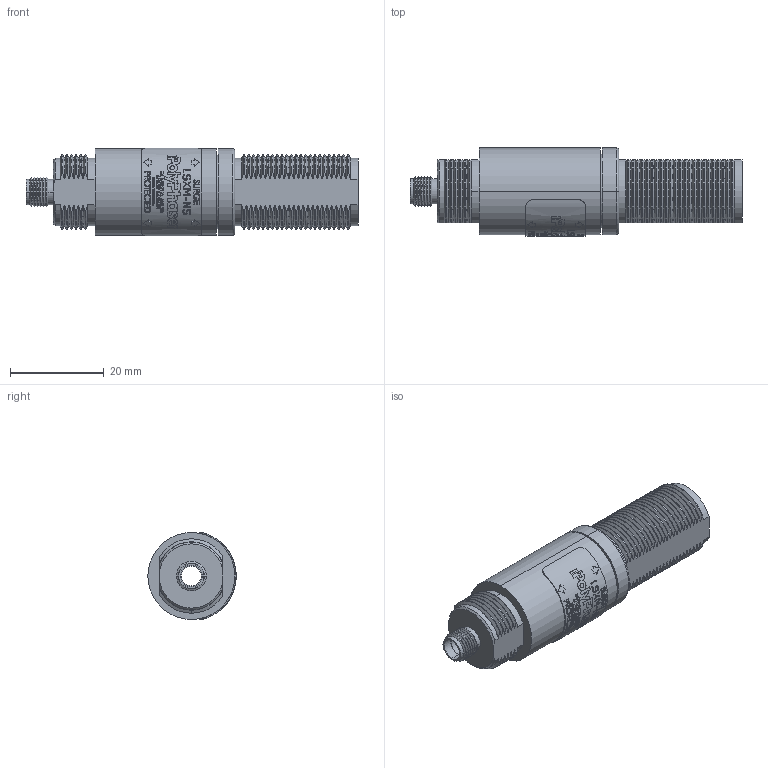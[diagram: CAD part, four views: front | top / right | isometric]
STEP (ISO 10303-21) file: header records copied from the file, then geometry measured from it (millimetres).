
FILE_DESCRIPTION (( 'STEP AP214' ), '1' );
FILE_NAME ('LSXM-NS.STEP', '2019-07-30T16:17:46', ( '' ), ( '' ), 'SwSTEP 2.0', 'SolidWorks 2019', '' );
FILE_SCHEMA (( 'AUTOMOTIVE_DESIGN' ));
Length unit declared in the file: inch
Products named in the file (7): 7020-2891; 5800-0110; LSXM-NS; 5800-0119
Assembly tree (3 placements, depth 2):
  LSXM-NS
    5800-0119
    5800-0110
    7020-2891
  7020-2891
  5800-0110
  5800-0119
Bounding box: 70.8 x 18.82 x 18.71 mm (x, y, z)
Volume: 8637.1 mm3; surface area: 9055.9 mm2
Topology: 3 solids, 3 shells, 1632 faces, 4314 edges, 2813 vertices
Faces by surface type: bspline 565, plane 424, cylinder 388, cone 251, torus 4
Entity records: 84056 total; most frequent: CARTESIAN_POINT 34724, ORIENTED_EDGE 8628, DIRECTION 5504, EDGE_CURVE 4314, VERTEX_POINT 2813, AXIS2_PLACEMENT_3D 2159, B_SPLINE_CURVE_WITH_KNOTS 2043, EDGE_LOOP 1761
